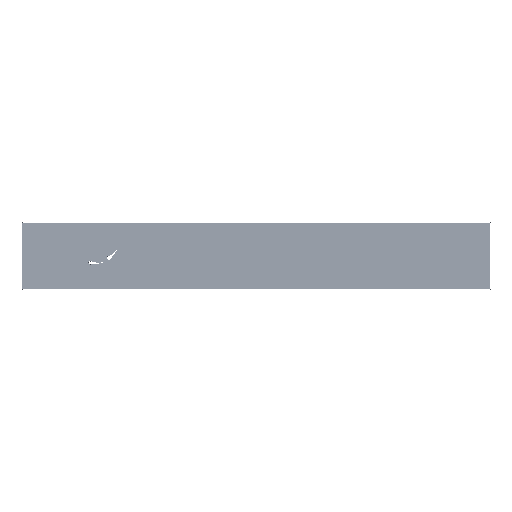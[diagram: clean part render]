
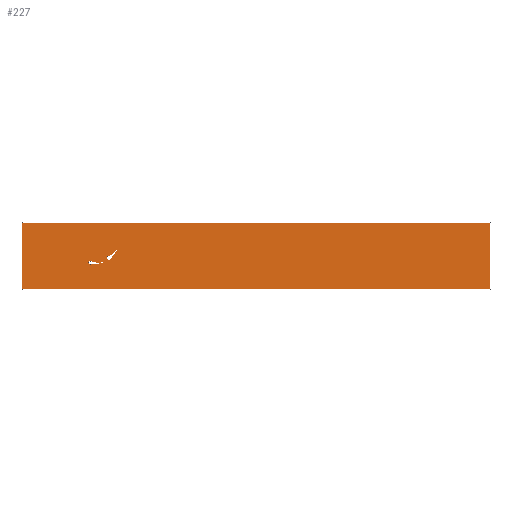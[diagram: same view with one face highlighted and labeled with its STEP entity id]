
A CAD part, top view. The second image highlights one B-rep face of the part: STEP entity #227.
In plain terms, the highlighted planar face has unit normal (0, 0, 1).
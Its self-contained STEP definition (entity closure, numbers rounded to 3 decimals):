
#15=FACE_BOUND('',#48,.T.);
#16=FACE_BOUND('',#49,.T.);
#23=PLANE('',#265);
#35=FACE_OUTER_BOUND('',#47,.T.);
#47=EDGE_LOOP('',(#191,#192,#193,#194));
#48=EDGE_LOOP('',(#195,#196,#197));
#49=EDGE_LOOP('',(#198,#199,#200));
#61=LINE('',#379,#79);
#64=LINE('',#385,#82);
#67=LINE('',#391,#85);
#70=LINE('',#395,#88);
#79=VECTOR('',#315,10.);
#82=VECTOR('',#320,10.);
#85=VECTOR('',#325,10.);
#88=VECTOR('',#330,10.);
#90=CIRCLE('',#245,324.302);
#92=CIRCLE('',#248,647.1);
#94=CIRCLE('',#251,25.);
#96=CIRCLE('',#254,324.302);
#98=CIRCLE('',#257,647.1);
#100=CIRCLE('',#260,25.);
#103=VERTEX_POINT('',#340);
#104=VERTEX_POINT('',#342);
#106=VERTEX_POINT('',#348);
#109=VERTEX_POINT('',#358);
#110=VERTEX_POINT('',#360);
#112=VERTEX_POINT('',#366);
#115=VERTEX_POINT('',#376);
#116=VERTEX_POINT('',#378);
#118=VERTEX_POINT('',#384);
#120=VERTEX_POINT('',#390);
#123=EDGE_CURVE('',#104,#103,#90,.T.);
#127=EDGE_CURVE('',#103,#106,#92,.T.);
#129=EDGE_CURVE('',#106,#104,#94,.T.);
#132=EDGE_CURVE('',#110,#109,#96,.T.);
#136=EDGE_CURVE('',#109,#112,#98,.T.);
#138=EDGE_CURVE('',#112,#110,#100,.T.);
#141=EDGE_CURVE('',#116,#115,#61,.T.);
#144=EDGE_CURVE('',#118,#116,#64,.T.);
#147=EDGE_CURVE('',#120,#118,#67,.T.);
#150=EDGE_CURVE('',#115,#120,#70,.T.);
#191=ORIENTED_EDGE('',*,*,#150,.T.);
#192=ORIENTED_EDGE('',*,*,#147,.T.);
#193=ORIENTED_EDGE('',*,*,#144,.T.);
#194=ORIENTED_EDGE('',*,*,#141,.T.);
#195=ORIENTED_EDGE('',*,*,#123,.T.);
#196=ORIENTED_EDGE('',*,*,#127,.T.);
#197=ORIENTED_EDGE('',*,*,#129,.T.);
#198=ORIENTED_EDGE('',*,*,#132,.T.);
#199=ORIENTED_EDGE('',*,*,#136,.T.);
#200=ORIENTED_EDGE('',*,*,#138,.T.);
#227=ADVANCED_FACE('',(#35,#15,#16),#23,.T.);
#245=AXIS2_PLACEMENT_3D('',#343,#274,#275);
#248=AXIS2_PLACEMENT_3D('',#350,#282,#283);
#251=AXIS2_PLACEMENT_3D('',#353,#288,#289);
#254=AXIS2_PLACEMENT_3D('',#361,#295,#296);
#257=AXIS2_PLACEMENT_3D('',#368,#303,#304);
#260=AXIS2_PLACEMENT_3D('',#371,#309,#310);
#265=AXIS2_PLACEMENT_3D('',#396,#331,#332);
#274=DIRECTION('center_axis',(0.,0.,1.));
#275=DIRECTION('ref_axis',(-0.385,-0.923,0.));
#282=DIRECTION('center_axis',(0.,0.,-1.));
#283=DIRECTION('ref_axis',(-0.001,-1.,0.));
#288=DIRECTION('center_axis',(0.,0.,-1.));
#289=DIRECTION('ref_axis',(0.,1.,0.));
#295=DIRECTION('center_axis',(0.,0.,1.));
#296=DIRECTION('ref_axis',(0.38,-0.925,0.));
#303=DIRECTION('center_axis',(0.,0.,-1.));
#304=DIRECTION('ref_axis',(0.706,-0.708,0.));
#309=DIRECTION('center_axis',(0.,0.,-1.));
#310=DIRECTION('ref_axis',(-0.707,0.707,0.));
#315=DIRECTION('',(0.,-1.,0.));
#320=DIRECTION('',(-1.,0.,0.));
#325=DIRECTION('',(0.,1.,0.));
#330=DIRECTION('',(1.,0.,0.));
#331=DIRECTION('center_axis',(0.,0.,1.));
#332=DIRECTION('ref_axis',(1.,0.,0.));
#340=CARTESIAN_POINT('',(275.,-75.,0.001));
#342=CARTESIAN_POINT('',(25.,-75.,0.001));
#343=CARTESIAN_POINT('Origin',(150.,224.244,0.001));
#348=CARTESIAN_POINT('',(25.,-125.,0.001));
#350=CARTESIAN_POINT('Origin',(25.58,522.099,0.001));
#353=CARTESIAN_POINT('Origin',(25.,-100.,0.001));
#358=CARTESIAN_POINT('',(459.099,164.454,0.001));
#360=CARTESIAN_POINT('',(282.322,-12.322,0.001));
#361=CARTESIAN_POINT('Origin',(159.113,287.664,0.001));
#366=CARTESIAN_POINT('',(317.678,-47.678,0.001));
#368=CARTESIAN_POINT('Origin',(-139.481,410.301,0.001));
#371=CARTESIAN_POINT('Origin',(300.,-30.,0.001));
#376=CARTESIAN_POINT('',(-1000.,-500.,0.001));
#378=CARTESIAN_POINT('',(-1000.,500.,0.001));
#379=CARTESIAN_POINT('',(-1000.,-500.,0.001));
#384=CARTESIAN_POINT('',(6000.,500.,0.001));
#385=CARTESIAN_POINT('',(-1000.,500.,0.001));
#390=CARTESIAN_POINT('',(6000.,-500.,0.001));
#391=CARTESIAN_POINT('',(6000.,500.,0.001));
#395=CARTESIAN_POINT('',(6000.,-500.,0.001));
#396=CARTESIAN_POINT('Origin',(2500.,0.,0.001));
